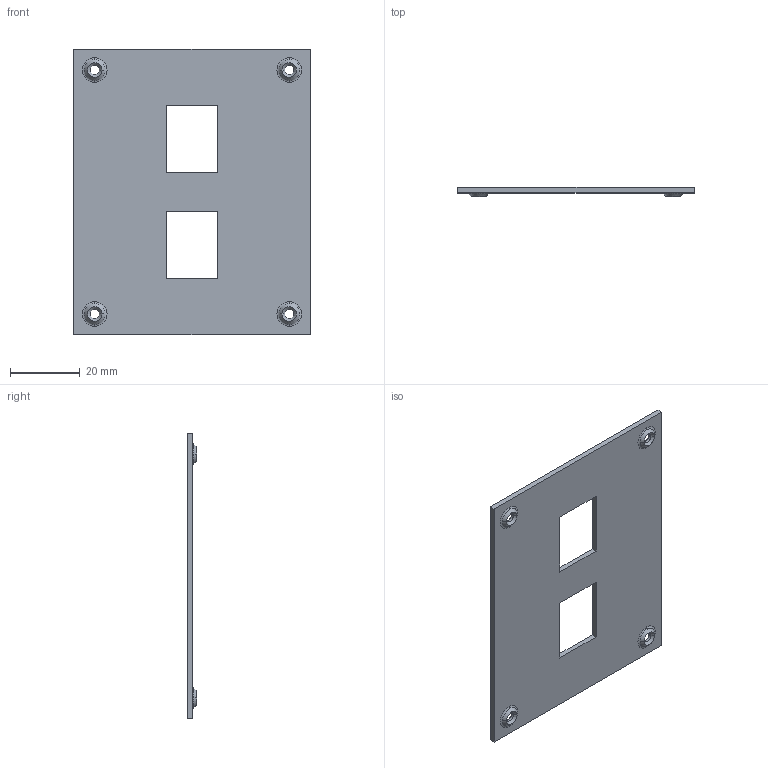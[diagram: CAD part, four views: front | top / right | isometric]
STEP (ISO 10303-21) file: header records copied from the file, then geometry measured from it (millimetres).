
FILE_DESCRIPTION (( 'STEP AP214' ), '1' );
FILE_NAME ('USP238B.STEP', '2017-05-30T20:14:58', ( 'x' ), ( '' ), 'SwSTEP 2.0', 'SolidWorks 2014', '' );
FILE_SCHEMA (( 'AUTOMOTIVE_DESIGN' ));
Length unit declared in the file: inch
Products named in the file (1): USP238B
Bounding box: 68.07 x 2.6 x 82.04 mm (x, y, z)
Volume: 7623.6 mm3; surface area: 10723.6 mm2
Topology: 1 solids, 1 shells, 62 faces, 172 edges, 112 vertices
Faces by surface type: cone 24, torus 16, plane 14, cylinder 8
Entity records: 2126 total; most frequent: DIRECTION 402, CARTESIAN_POINT 347, ORIENTED_EDGE 344, EDGE_CURVE 172, AXIS2_PLACEMENT_3D 167, VERTEX_POINT 112, CIRCLE 104, EDGE_LOOP 74
